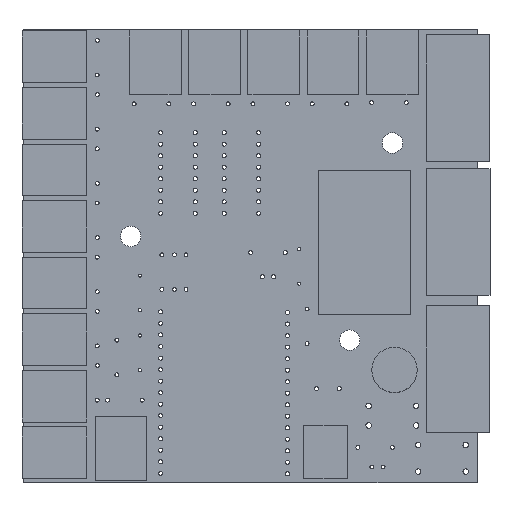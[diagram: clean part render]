
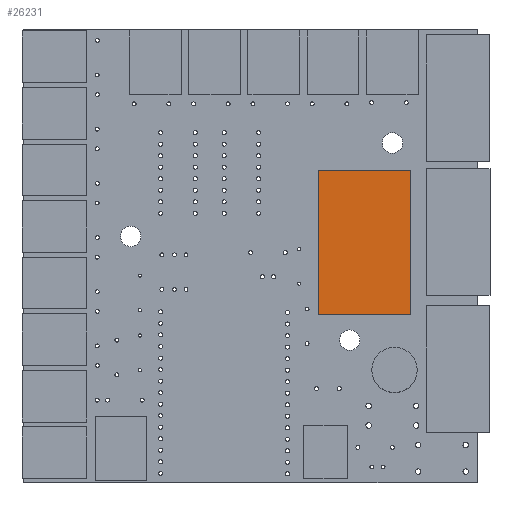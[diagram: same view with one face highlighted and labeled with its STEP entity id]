
A CAD part, top view. The second image highlights one B-rep face of the part: STEP entity #26231.
In plain terms, the highlighted planar face has unit normal (0, 0, 1).
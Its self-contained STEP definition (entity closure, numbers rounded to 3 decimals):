
#25917 = VERTEX_POINT('',#25918);
#25918 = CARTESIAN_POINT('',(10.16,-15.875,10.16));
#25925 = PLANE('',#25926);
#25926 = AXIS2_PLACEMENT_3D('',#25927,#25928,#25929);
#25927 = CARTESIAN_POINT('',(10.16,-15.875,0.));
#25928 = DIRECTION('',(-1.,0.,0.));
#25929 = DIRECTION('',(0.,1.,0.));
#25937 = PLANE('',#25938);
#25938 = AXIS2_PLACEMENT_3D('',#25939,#25940,#25941);
#25939 = CARTESIAN_POINT('',(-10.16,-15.875,0.));
#25940 = DIRECTION('',(0.,1.,0.));
#25941 = DIRECTION('',(1.,0.,0.));
#25949 = EDGE_CURVE('',#25917,#25950,#25952,.T.);
#25950 = VERTEX_POINT('',#25951);
#25951 = CARTESIAN_POINT('',(10.16,15.875,10.16));
#25952 = SURFACE_CURVE('',#25953,(#25957,#25964),.PCURVE_S1.);
#25953 = LINE('',#25954,#25955);
#25954 = CARTESIAN_POINT('',(10.16,-15.875,10.16));
#25955 = VECTOR('',#25956,1.);
#25956 = DIRECTION('',(0.,1.,0.));
#25957 = PCURVE('',#25925,#25958);
#25958 = DEFINITIONAL_REPRESENTATION('',(#25959),#25963);
#25959 = LINE('',#25960,#25961);
#25960 = CARTESIAN_POINT('',(0.,-10.16));
#25961 = VECTOR('',#25962,1.);
#25962 = DIRECTION('',(1.,0.));
#25963 = ( GEOMETRIC_REPRESENTATION_CONTEXT(2) 
PARAMETRIC_REPRESENTATION_CONTEXT() REPRESENTATION_CONTEXT('2D SPACE',''
  ) );
#25964 = PCURVE('',#25965,#25970);
#25965 = PLANE('',#25966);
#25966 = AXIS2_PLACEMENT_3D('',#25967,#25968,#25969);
#25967 = CARTESIAN_POINT('',(10.16,-15.875,10.16));
#25968 = DIRECTION('',(0.,0.,-1.));
#25969 = DIRECTION('',(-1.,0.,0.));
#25970 = DEFINITIONAL_REPRESENTATION('',(#25971),#25975);
#25971 = LINE('',#25972,#25973);
#25972 = CARTESIAN_POINT('',(0.,0.));
#25973 = VECTOR('',#25974,1.);
#25974 = DIRECTION('',(0.,1.));
#25975 = ( GEOMETRIC_REPRESENTATION_CONTEXT(2) 
PARAMETRIC_REPRESENTATION_CONTEXT() REPRESENTATION_CONTEXT('2D SPACE',''
  ) );
#25993 = PLANE('',#25994);
#25994 = AXIS2_PLACEMENT_3D('',#25995,#25996,#25997);
#25995 = CARTESIAN_POINT('',(10.16,15.875,0.));
#25996 = DIRECTION('',(0.,-1.,0.));
#25997 = DIRECTION('',(-1.,0.,0.));
#26035 = EDGE_CURVE('',#25950,#26036,#26038,.T.);
#26036 = VERTEX_POINT('',#26037);
#26037 = CARTESIAN_POINT('',(-10.16,15.875,10.16));
#26038 = SURFACE_CURVE('',#26039,(#26043,#26050),.PCURVE_S1.);
#26039 = LINE('',#26040,#26041);
#26040 = CARTESIAN_POINT('',(10.16,15.875,10.16));
#26041 = VECTOR('',#26042,1.);
#26042 = DIRECTION('',(-1.,0.,0.));
#26043 = PCURVE('',#25993,#26044);
#26044 = DEFINITIONAL_REPRESENTATION('',(#26045),#26049);
#26045 = LINE('',#26046,#26047);
#26046 = CARTESIAN_POINT('',(0.,-10.16));
#26047 = VECTOR('',#26048,1.);
#26048 = DIRECTION('',(1.,0.));
#26049 = ( GEOMETRIC_REPRESENTATION_CONTEXT(2) 
PARAMETRIC_REPRESENTATION_CONTEXT() REPRESENTATION_CONTEXT('2D SPACE',''
  ) );
#26050 = PCURVE('',#25965,#26051);
#26051 = DEFINITIONAL_REPRESENTATION('',(#26052),#26056);
#26052 = LINE('',#26053,#26054);
#26053 = CARTESIAN_POINT('',(0.,31.75));
#26054 = VECTOR('',#26055,1.);
#26055 = DIRECTION('',(1.,0.));
#26056 = ( GEOMETRIC_REPRESENTATION_CONTEXT(2) 
PARAMETRIC_REPRESENTATION_CONTEXT() REPRESENTATION_CONTEXT('2D SPACE',''
  ) );
#26074 = PLANE('',#26075);
#26075 = AXIS2_PLACEMENT_3D('',#26076,#26077,#26078);
#26076 = CARTESIAN_POINT('',(-10.16,15.875,0.));
#26077 = DIRECTION('',(1.,0.,0.));
#26078 = DIRECTION('',(0.,-1.,0.));
#26111 = EDGE_CURVE('',#26036,#26112,#26114,.T.);
#26112 = VERTEX_POINT('',#26113);
#26113 = CARTESIAN_POINT('',(-10.16,-15.875,10.16));
#26114 = SURFACE_CURVE('',#26115,(#26119,#26126),.PCURVE_S1.);
#26115 = LINE('',#26116,#26117);
#26116 = CARTESIAN_POINT('',(-10.16,15.875,10.16));
#26117 = VECTOR('',#26118,1.);
#26118 = DIRECTION('',(0.,-1.,0.));
#26119 = PCURVE('',#26074,#26120);
#26120 = DEFINITIONAL_REPRESENTATION('',(#26121),#26125);
#26121 = LINE('',#26122,#26123);
#26122 = CARTESIAN_POINT('',(0.,-10.16));
#26123 = VECTOR('',#26124,1.);
#26124 = DIRECTION('',(1.,0.));
#26125 = ( GEOMETRIC_REPRESENTATION_CONTEXT(2) 
PARAMETRIC_REPRESENTATION_CONTEXT() REPRESENTATION_CONTEXT('2D SPACE',''
  ) );
#26126 = PCURVE('',#25965,#26127);
#26127 = DEFINITIONAL_REPRESENTATION('',(#26128),#26132);
#26128 = LINE('',#26129,#26130);
#26129 = CARTESIAN_POINT('',(20.32,31.75));
#26130 = VECTOR('',#26131,1.);
#26131 = DIRECTION('',(0.,-1.));
#26132 = ( GEOMETRIC_REPRESENTATION_CONTEXT(2) 
PARAMETRIC_REPRESENTATION_CONTEXT() REPRESENTATION_CONTEXT('2D SPACE',''
  ) );
#26182 = EDGE_CURVE('',#26112,#25917,#26183,.T.);
#26183 = SURFACE_CURVE('',#26184,(#26188,#26195),.PCURVE_S1.);
#26184 = LINE('',#26185,#26186);
#26185 = CARTESIAN_POINT('',(-10.16,-15.875,10.16));
#26186 = VECTOR('',#26187,1.);
#26187 = DIRECTION('',(1.,0.,0.));
#26188 = PCURVE('',#25937,#26189);
#26189 = DEFINITIONAL_REPRESENTATION('',(#26190),#26194);
#26190 = LINE('',#26191,#26192);
#26191 = CARTESIAN_POINT('',(0.,-10.16));
#26192 = VECTOR('',#26193,1.);
#26193 = DIRECTION('',(1.,0.));
#26194 = ( GEOMETRIC_REPRESENTATION_CONTEXT(2) 
PARAMETRIC_REPRESENTATION_CONTEXT() REPRESENTATION_CONTEXT('2D SPACE',''
  ) );
#26195 = PCURVE('',#25965,#26196);
#26196 = DEFINITIONAL_REPRESENTATION('',(#26197),#26201);
#26197 = LINE('',#26198,#26199);
#26198 = CARTESIAN_POINT('',(20.32,0.));
#26199 = VECTOR('',#26200,1.);
#26200 = DIRECTION('',(-1.,0.));
#26201 = ( GEOMETRIC_REPRESENTATION_CONTEXT(2) 
PARAMETRIC_REPRESENTATION_CONTEXT() REPRESENTATION_CONTEXT('2D SPACE',''
  ) );
#26231 = ADVANCED_FACE('',(#26232),#25965,.F.);
#26232 = FACE_BOUND('',#26233,.T.);
#26233 = EDGE_LOOP('',(#26234,#26235,#26236,#26237));
#26234 = ORIENTED_EDGE('',*,*,#25949,.T.);
#26235 = ORIENTED_EDGE('',*,*,#26035,.T.);
#26236 = ORIENTED_EDGE('',*,*,#26111,.T.);
#26237 = ORIENTED_EDGE('',*,*,#26182,.T.);
